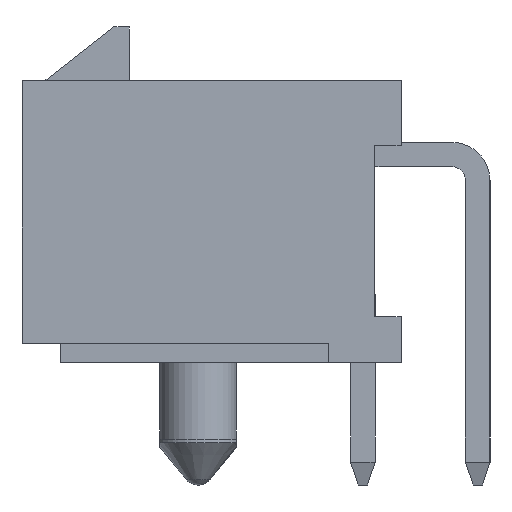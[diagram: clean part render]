
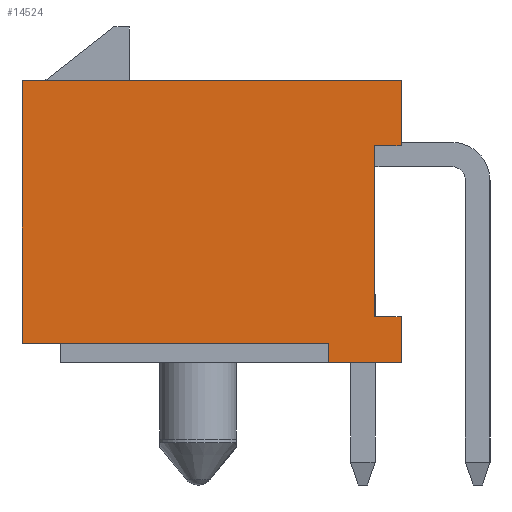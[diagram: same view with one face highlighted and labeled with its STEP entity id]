
A CAD part, left-side view. The second image highlights one B-rep face of the part: STEP entity #14524.
In plain terms, the highlighted planar face has unit normal (-1, 0, 0).
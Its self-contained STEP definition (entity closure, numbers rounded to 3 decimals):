
#1395=ORIENTED_EDGE('',*,*,#4032,.F.);
#1396=ORIENTED_EDGE('',*,*,#3860,.T.);
#1397=ORIENTED_EDGE('',*,*,#4107,.T.);
#1398=ORIENTED_EDGE('',*,*,#4108,.T.);
#1399=ORIENTED_EDGE('',*,*,#4109,.T.);
#1400=ORIENTED_EDGE('',*,*,#4110,.T.);
#1401=ORIENTED_EDGE('',*,*,#4111,.T.);
#1402=ORIENTED_EDGE('',*,*,#3916,.F.);
#1403=ORIENTED_EDGE('',*,*,#3911,.T.);
#1404=ORIENTED_EDGE('',*,*,#4112,.T.);
#3860=EDGE_CURVE('',#5237,#5236,#6262,.T.);
#3911=EDGE_CURVE('',#5275,#5277,#6313,.T.);
#3916=EDGE_CURVE('',#5275,#5280,#6318,.T.);
#4032=EDGE_CURVE('',#5237,#5359,#6425,.T.);
#4107=EDGE_CURVE('',#5236,#5414,#6500,.T.);
#4108=EDGE_CURVE('',#5414,#5415,#6501,.T.);
#4109=EDGE_CURVE('',#5415,#5416,#6502,.T.);
#4110=EDGE_CURVE('',#5416,#5417,#6503,.T.);
#4111=EDGE_CURVE('',#5417,#5280,#6504,.T.);
#4112=EDGE_CURVE('',#5277,#5359,#6505,.T.);
#5236=VERTEX_POINT('',#19665);
#5237=VERTEX_POINT('',#19667);
#5275=VERTEX_POINT('',#19768);
#5277=VERTEX_POINT('',#19772);
#5280=VERTEX_POINT('',#19782);
#5359=VERTEX_POINT('',#20006);
#5414=VERTEX_POINT('',#20164);
#5415=VERTEX_POINT('',#20166);
#5416=VERTEX_POINT('',#20168);
#5417=VERTEX_POINT('',#20170);
#6262=LINE('',#19666,#7659);
#6313=LINE('',#19773,#7710);
#6318=LINE('',#19783,#7715);
#6425=LINE('',#20012,#7822);
#6500=LINE('',#20163,#7897);
#6501=LINE('',#20165,#7898);
#6502=LINE('',#20167,#7899);
#6503=LINE('',#20169,#7900);
#6504=LINE('',#20171,#7901);
#6505=LINE('',#20172,#7902);
#7659=VECTOR('',#16622,1000.);
#7710=VECTOR('',#16703,1000.);
#7715=VECTOR('',#16712,1000.);
#7822=VECTOR('',#16887,1000.);
#7897=VECTOR('',#17008,1000.);
#7898=VECTOR('',#17009,1000.);
#7899=VECTOR('',#17010,1000.);
#7900=VECTOR('',#17011,1000.);
#7901=VECTOR('',#17012,1000.);
#7902=VECTOR('',#17013,1000.);
#8746=EDGE_LOOP('',(#1395,#1396,#1397,#1398,#1399,#1400,#1401,#1402,#1403,
#1404));
#9353=FACE_BOUND('',#8746,.T.);
#9920=PLANE('',#15183);
#14524=ADVANCED_FACE('',(#9353),#9920,.T.);
#15183=AXIS2_PLACEMENT_3D('',#20162,#17006,#17007);
#16622=DIRECTION('',(0.,-1.,0.));
#16703=DIRECTION('',(0.,0.,-1.));
#16712=DIRECTION('',(0.,-1.,0.));
#16887=DIRECTION('',(0.,0.,-1.));
#17006=DIRECTION('',(-1.,0.,0.));
#17007=DIRECTION('',(0.,0.,1.));
#17008=DIRECTION('',(0.,0.,-1.));
#17009=DIRECTION('',(0.,-1.,0.));
#17010=DIRECTION('',(0.,0.,1.));
#17011=DIRECTION('',(0.,1.,0.));
#17012=DIRECTION('',(0.,0.,-1.));
#17013=DIRECTION('',(0.,-1.,0.));
#19665=CARTESIAN_POINT('',(-10.85,-1.73,-4.25));
#19666=CARTESIAN_POINT('',(-10.85,2.73,-4.25));
#19667=CARTESIAN_POINT('',(-10.85,2.73,-4.25));
#19768=CARTESIAN_POINT('',(-10.85,3.93,-3.05));
#19772=CARTESIAN_POINT('',(-10.85,3.93,-4.95));
#19773=CARTESIAN_POINT('',(-10.85,3.93,-3.05));
#19782=CARTESIAN_POINT('',(-10.85,3.43,-3.05));
#19783=CARTESIAN_POINT('',(-10.85,3.93,-3.05));
#20006=CARTESIAN_POINT('',(-10.85,2.73,-4.95));
#20012=CARTESIAN_POINT('',(-10.85,2.73,-3.95));
#20162=CARTESIAN_POINT('',(-10.85,0.,0.));
#20163=CARTESIAN_POINT('',(-10.85,-1.73,-3.95));
#20164=CARTESIAN_POINT('',(-10.85,-1.73,-4.95));
#20165=CARTESIAN_POINT('',(-10.85,3.43,-4.95));
#20166=CARTESIAN_POINT('',(-10.85,-3.43,-4.95));
#20167=CARTESIAN_POINT('',(-10.85,-3.43,-4.95));
#20168=CARTESIAN_POINT('',(-10.85,-3.43,4.95));
#20169=CARTESIAN_POINT('',(-10.85,-3.43,4.95));
#20170=CARTESIAN_POINT('',(-10.85,3.43,4.95));
#20171=CARTESIAN_POINT('',(-10.85,3.43,4.95));
#20172=CARTESIAN_POINT('',(-10.85,3.43,-4.95));
